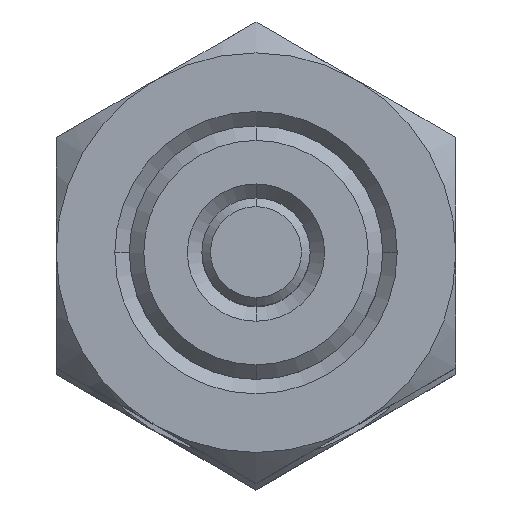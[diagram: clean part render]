
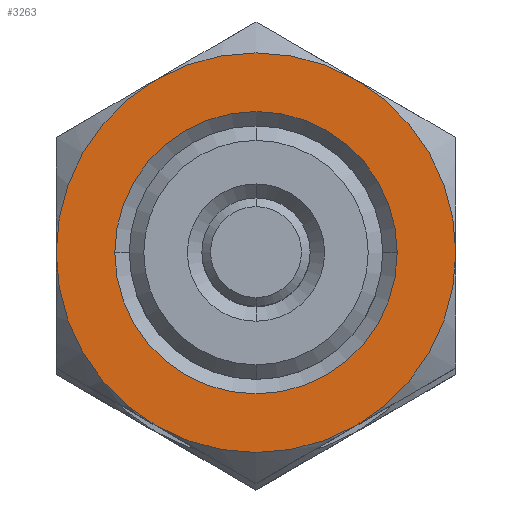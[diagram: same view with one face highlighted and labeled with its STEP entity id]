
A CAD part, top view. The second image highlights one B-rep face of the part: STEP entity #3263.
In plain terms, the highlighted planar face has unit normal (0, 0, 1).
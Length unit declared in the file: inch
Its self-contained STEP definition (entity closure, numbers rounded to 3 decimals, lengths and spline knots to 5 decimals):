
#31 = EDGE_LOOP ( 'NONE', ( #2819, #2660 ) ) ;
#48 = AXIS2_PLACEMENT_3D ( 'NONE', #728, #2914, #1030 ) ;
#52 = DIRECTION ( 'NONE',  ( 1., 0., 0. ) ) ;
#127 = AXIS2_PLACEMENT_3D ( 'NONE', #1797, #4003, #2123 ) ;
#165 = DIRECTION ( 'NONE',  ( 0., 0., 1. ) ) ;
#205 = ORIENTED_EDGE ( 'NONE', *, *, #2365, .T. ) ;
#293 = DIRECTION ( 'NONE',  ( 0., 0., 1. ) ) ;
#294 = CARTESIAN_POINT ( 'NONE',  ( 0., 0., 0.125 ) ) ;
#333 = EDGE_CURVE ( 'NONE', #796, #3252, #1236, .T. ) ;
#388 = EDGE_CURVE ( 'NONE', #2596, #784, #3442, .T. ) ;
#578 = DIRECTION ( 'NONE',  ( 0., 0., 1. ) ) ;
#583 = ORIENTED_EDGE ( 'NONE', *, *, #333, .T. ) ;
#615 = ORIENTED_EDGE ( 'NONE', *, *, #1694, .T. ) ;
#680 = PLANE ( 'NONE',  #3261 ) ;
#699 = CIRCLE ( 'NONE', #3487, 0.345 ) ;
#728 = CARTESIAN_POINT ( 'NONE',  ( 0., 0., 0.125 ) ) ;
#748 = VERTEX_POINT ( 'NONE', #2913 ) ;
#784 = VERTEX_POINT ( 'NONE', #3551 ) ;
#796 = VERTEX_POINT ( 'NONE', #1358 ) ;
#835 = CARTESIAN_POINT ( 'NONE',  ( 0.1725, -0.29878, 0.125 ) ) ;
#913 = CARTESIAN_POINT ( 'NONE',  ( 0.24375, 0., 0.125 ) ) ;
#1030 = DIRECTION ( 'NONE',  ( 1., 0., 0. ) ) ;
#1178 = CIRCLE ( 'NONE', #1992, 0.345 ) ;
#1229 = CIRCLE ( 'NONE', #1428, 0.24375 ) ;
#1236 = CIRCLE ( 'NONE', #1250, 0.345 ) ;
#1250 = AXIS2_PLACEMENT_3D ( 'NONE', #3644, #1757, #3957 ) ;
#1293 = CARTESIAN_POINT ( 'NONE',  ( -0.345, 0.19919, 0.125 ) ) ;
#1294 = VERTEX_POINT ( 'NONE', #835 ) ;
#1358 = CARTESIAN_POINT ( 'NONE',  ( -0.345, 0., 0.125 ) ) ;
#1372 = VERTEX_POINT ( 'NONE', #913 ) ;
#1428 = AXIS2_PLACEMENT_3D ( 'NONE', #1684, #3885, #2005 ) ;
#1437 = EDGE_CURVE ( 'NONE', #3252, #1294, #2300, .T. ) ;
#1458 = VERTEX_POINT ( 'NONE', #1770 ) ;
#1599 = DIRECTION ( 'NONE',  ( 0., 0., 1. ) ) ;
#1684 = CARTESIAN_POINT ( 'NONE',  ( 0., 0., 0.125 ) ) ;
#1694 = EDGE_CURVE ( 'NONE', #784, #748, #699, .T. ) ;
#1757 = DIRECTION ( 'NONE',  ( 0., 0., 1. ) ) ;
#1770 = CARTESIAN_POINT ( 'NONE',  ( -0.24375, 0., 0.125 ) ) ;
#1797 = CARTESIAN_POINT ( 'NONE',  ( 0., 0., 0.125 ) ) ;
#1876 = ORIENTED_EDGE ( 'NONE', *, *, #1437, .T. ) ;
#1908 = CIRCLE ( 'NONE', #2038, 0.345 ) ;
#1924 = DIRECTION ( 'NONE',  ( 0., 0., 1. ) ) ;
#1992 = AXIS2_PLACEMENT_3D ( 'NONE', #2152, #293, #2483 ) ;
#2005 = DIRECTION ( 'NONE',  ( 1., 0., 0. ) ) ;
#2038 = AXIS2_PLACEMENT_3D ( 'NONE', #3480, #1599, #3808 ) ;
#2123 = DIRECTION ( 'NONE',  ( 1., 0., 0. ) ) ;
#2132 = EDGE_CURVE ( 'NONE', #1372, #1458, #1229, .T. ) ;
#2152 = CARTESIAN_POINT ( 'NONE',  ( 0., 0., 0.125 ) ) ;
#2300 = CIRCLE ( 'NONE', #127, 0.345 ) ;
#2342 = DIRECTION ( 'NONE',  ( 1., 0., 0. ) ) ;
#2365 = EDGE_CURVE ( 'NONE', #1294, #2596, #1178, .T. ) ;
#2431 = CARTESIAN_POINT ( 'NONE',  ( 0., 0., 0.125 ) ) ;
#2483 = DIRECTION ( 'NONE',  ( 1., 0., 0. ) ) ;
#2522 = AXIS2_PLACEMENT_3D ( 'NONE', #2431, #578, #2748 ) ;
#2547 = CARTESIAN_POINT ( 'NONE',  ( -0.1725, -0.29878, 0.125 ) ) ;
#2596 = VERTEX_POINT ( 'NONE', #3820 ) ;
#2660 = ORIENTED_EDGE ( 'NONE', *, *, #3307, .T. ) ;
#2711 = EDGE_LOOP ( 'NONE', ( #205, #3342, #615, #3488, #583, #1876 ) ) ;
#2748 = DIRECTION ( 'NONE',  ( 1., 0., 0. ) ) ;
#2800 = CIRCLE ( 'NONE', #48, 0.24375 ) ;
#2819 = ORIENTED_EDGE ( 'NONE', *, *, #2132, .T. ) ;
#2913 = CARTESIAN_POINT ( 'NONE',  ( -0.1725, 0.29878, 0.125 ) ) ;
#2914 = DIRECTION ( 'NONE',  ( 0., 0., -1. ) ) ;
#3056 = EDGE_CURVE ( 'NONE', #748, #796, #1908, .T. ) ;
#3089 = FACE_BOUND ( 'NONE', #31, .T. ) ;
#3252 = VERTEX_POINT ( 'NONE', #2547 ) ;
#3261 = AXIS2_PLACEMENT_3D ( 'NONE', #1293, #1924, #52 ) ;
#3263 = ADVANCED_FACE ( 'NONE', ( #3089, #3612 ), #680, .T. ) ;
#3307 = EDGE_CURVE ( 'NONE', #1458, #1372, #2800, .T. ) ;
#3342 = ORIENTED_EDGE ( 'NONE', *, *, #388, .T. ) ;
#3442 = CIRCLE ( 'NONE', #2522, 0.345 ) ;
#3480 = CARTESIAN_POINT ( 'NONE',  ( 0., 0., 0.125 ) ) ;
#3487 = AXIS2_PLACEMENT_3D ( 'NONE', #294, #165, #2342 ) ;
#3488 = ORIENTED_EDGE ( 'NONE', *, *, #3056, .T. ) ;
#3551 = CARTESIAN_POINT ( 'NONE',  ( 0.1725, 0.29878, 0.125 ) ) ;
#3612 = FACE_OUTER_BOUND ( 'NONE', #2711, .T. ) ;
#3644 = CARTESIAN_POINT ( 'NONE',  ( 0., 0., 0.125 ) ) ;
#3808 = DIRECTION ( 'NONE',  ( 1., 0., 0. ) ) ;
#3820 = CARTESIAN_POINT ( 'NONE',  ( 0.345, 0., 0.125 ) ) ;
#3885 = DIRECTION ( 'NONE',  ( 0., 0., -1. ) ) ;
#3957 = DIRECTION ( 'NONE',  ( 1., 0., 0. ) ) ;
#4003 = DIRECTION ( 'NONE',  ( 0., 0., 1. ) ) ;
